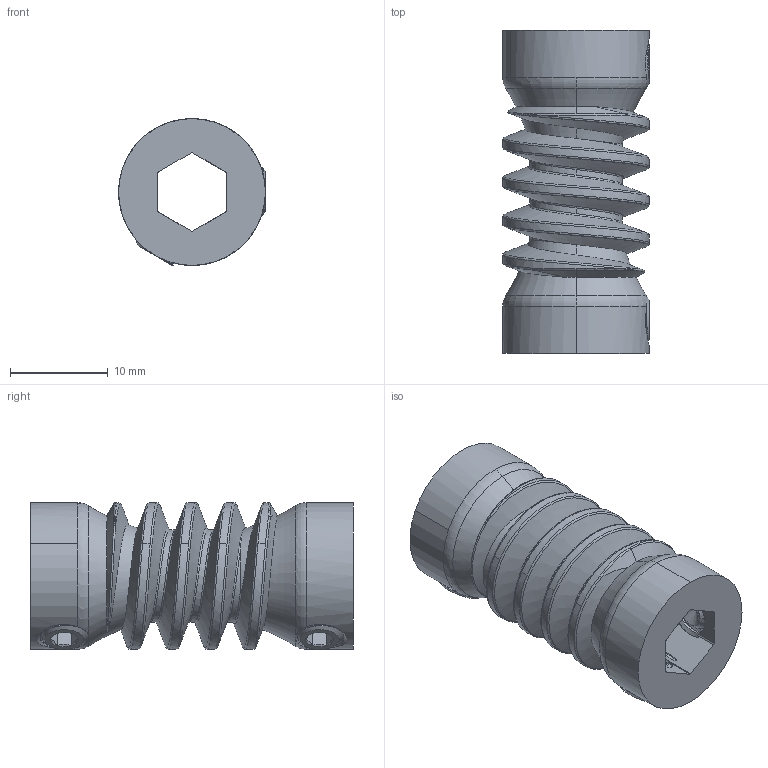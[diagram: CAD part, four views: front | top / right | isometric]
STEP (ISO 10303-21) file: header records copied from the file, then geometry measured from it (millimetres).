
FILE_DESCRIPTION(('Open CASCADE Model'),'2;1');
FILE_NAME('Open CASCADE Shape Model','2023-08-02T22:12:56',('Author'),( 'Open CASCADE'),'Open CASCADE STEP processor 7.7','Open CASCADE 7.7' ,'Unknown');
FILE_SCHEMA(('AUTOMOTIVE_DESIGN { 1 0 10303 214 1 1 1 1 }'));
Length unit declared in the file: millimetre
Products named in the file (5): Open CASCADE STEP translator 7.7 1; Open CASCADE STEP translator 7.7 1.1; Open CASCADE STEP translator 7.7 1.1.1; Open CASCADE STEP translator 7.7 1.1.1.1; Open CASCADE STEP translator 7.7 1.1.1.2
Assembly tree (7 placements, depth 4):
  Open CASCADE STEP translator 7.7 1
    Open CASCADE STEP translator 7.7 1.1
      Open CASCADE STEP translator 7.7 1.1.1
        Open CASCADE STEP translator 7.7 1.1.1.1
        Open CASCADE STEP translator 7.7 1.1.1.2  x4
Bounding box: 15 x 33 x 15 mm (x, y, z)
Volume: 3322.7 mm3; surface area: 3791.7 mm2
Topology: 5 solids, 5 shells, 355 faces, 957 edges, 594 vertices
Faces by surface type: cylinder 156, cone 76, plane 64, bspline 44, torus 15
Entity records: 24202 total; most frequent: CARTESIAN_POINT 19018, ORIENTED_EDGE 1338, DIRECTION 794, EDGE_CURVE 669, VERTEX_POINT 435, AXIS2_PLACEMENT_3D 309, FACE_BOUND 242, EDGE_LOOP 242
